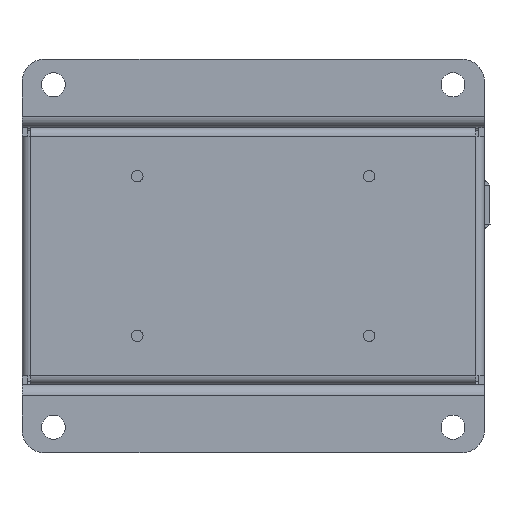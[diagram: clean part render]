
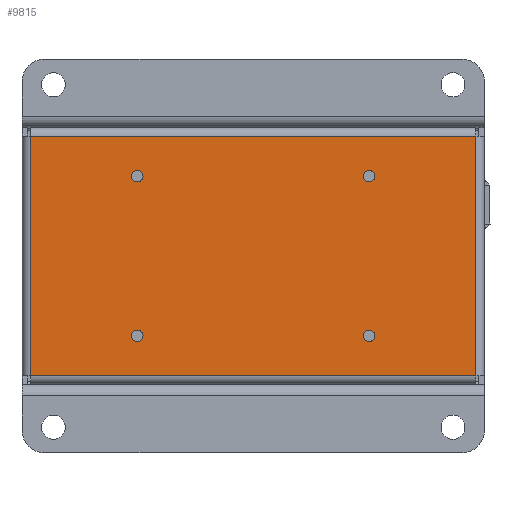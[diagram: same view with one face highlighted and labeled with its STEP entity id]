
A CAD part, top view. The second image highlights one B-rep face of the part: STEP entity #9815.
In plain terms, the highlighted face is planar.
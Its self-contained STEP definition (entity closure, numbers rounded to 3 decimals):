
#8946 = VERTEX_POINT('',#8947);
#8947 = CARTESIAN_POINT('',(39.,-21.,0.));
#9087 = VERTEX_POINT('',#9088);
#9088 = CARTESIAN_POINT('',(-19.299,-13.978,0.));
#9094 = EDGE_CURVE('',#9087,#9087,#9095,.T.);
#9095 = CIRCLE('',#9096,1.);
#9096 = AXIS2_PLACEMENT_3D('',#9097,#9098,#9099);
#9097 = CARTESIAN_POINT('',(-20.299,-13.978,0.));
#9098 = DIRECTION('',(0.,0.,1.));
#9099 = DIRECTION('',(1.,0.,0.));
#9112 = VERTEX_POINT('',#9113);
#9113 = CARTESIAN_POINT('',(-19.299,13.978,0.));
#9119 = EDGE_CURVE('',#9112,#9112,#9120,.T.);
#9120 = CIRCLE('',#9121,1.);
#9121 = AXIS2_PLACEMENT_3D('',#9122,#9123,#9124);
#9122 = CARTESIAN_POINT('',(-20.299,13.978,0.));
#9123 = DIRECTION('',(0.,0.,1.));
#9124 = DIRECTION('',(1.,0.,0.));
#9137 = VERTEX_POINT('',#9138);
#9138 = CARTESIAN_POINT('',(19.299,13.978,0.));
#9144 = EDGE_CURVE('',#9137,#9137,#9145,.T.);
#9145 = CIRCLE('',#9146,1.);
#9146 = AXIS2_PLACEMENT_3D('',#9147,#9148,#9149);
#9147 = CARTESIAN_POINT('',(20.299,13.978,0.));
#9148 = DIRECTION('',(0.,-0.,1.));
#9149 = DIRECTION('',(-1.,0.,0.));
#9162 = VERTEX_POINT('',#9163);
#9163 = CARTESIAN_POINT('',(19.299,-13.978,0.));
#9169 = EDGE_CURVE('',#9162,#9162,#9170,.T.);
#9170 = CIRCLE('',#9171,1.);
#9171 = AXIS2_PLACEMENT_3D('',#9172,#9173,#9174);
#9172 = CARTESIAN_POINT('',(20.299,-13.978,0.));
#9173 = DIRECTION('',(0.,-0.,1.));
#9174 = DIRECTION('',(-1.,0.,0.));
#9211 = VERTEX_POINT('',#9212);
#9212 = CARTESIAN_POINT('',(-39.,-21.,0.));
#9346 = VERTEX_POINT('',#9347);
#9347 = CARTESIAN_POINT('',(39.,21.,0.));
#9363 = EDGE_CURVE('',#9346,#8946,#9364,.T.);
#9364 = LINE('',#9365,#9366);
#9365 = CARTESIAN_POINT('',(39.,21.,0.));
#9366 = VECTOR('',#9367,1.);
#9367 = DIRECTION('',(0.,-1.,0.));
#9510 = VERTEX_POINT('',#9511);
#9511 = CARTESIAN_POINT('',(-39.,21.,0.));
#9815 = ADVANCED_FACE('',(#9816,#9837,#9840,#9843,#9846),#9849,.F.);
#9816 = FACE_BOUND('',#9817,.F.);
#9817 = EDGE_LOOP('',(#9818,#9824,#9830,#9836));
#9818 = ORIENTED_EDGE('',*,*,#9819,.F.);
#9819 = EDGE_CURVE('',#9510,#9346,#9820,.T.);
#9820 = LINE('',#9821,#9822);
#9821 = CARTESIAN_POINT('',(-39.,21.,0.));
#9822 = VECTOR('',#9823,1.);
#9823 = DIRECTION('',(1.,0.,0.));
#9824 = ORIENTED_EDGE('',*,*,#9825,.F.);
#9825 = EDGE_CURVE('',#9211,#9510,#9826,.T.);
#9826 = LINE('',#9827,#9828);
#9827 = CARTESIAN_POINT('',(-39.,-21.,0.));
#9828 = VECTOR('',#9829,1.);
#9829 = DIRECTION('',(0.,1.,0.));
#9830 = ORIENTED_EDGE('',*,*,#9831,.F.);
#9831 = EDGE_CURVE('',#8946,#9211,#9832,.T.);
#9832 = LINE('',#9833,#9834);
#9833 = CARTESIAN_POINT('',(39.,-21.,0.));
#9834 = VECTOR('',#9835,1.);
#9835 = DIRECTION('',(-1.,0.,0.));
#9836 = ORIENTED_EDGE('',*,*,#9363,.F.);
#9837 = FACE_BOUND('',#9838,.F.);
#9838 = EDGE_LOOP('',(#9839));
#9839 = ORIENTED_EDGE('',*,*,#9094,.F.);
#9840 = FACE_BOUND('',#9841,.F.);
#9841 = EDGE_LOOP('',(#9842));
#9842 = ORIENTED_EDGE('',*,*,#9169,.F.);
#9843 = FACE_BOUND('',#9844,.F.);
#9844 = EDGE_LOOP('',(#9845));
#9845 = ORIENTED_EDGE('',*,*,#9144,.F.);
#9846 = FACE_BOUND('',#9847,.F.);
#9847 = EDGE_LOOP('',(#9848));
#9848 = ORIENTED_EDGE('',*,*,#9119,.F.);
#9849 = PLANE('',#9850);
#9850 = AXIS2_PLACEMENT_3D('',#9851,#9852,#9853);
#9851 = CARTESIAN_POINT('',(-39.,21.,0.));
#9852 = DIRECTION('',(0.,0.,1.));
#9853 = DIRECTION('',(1.,0.,0.));
